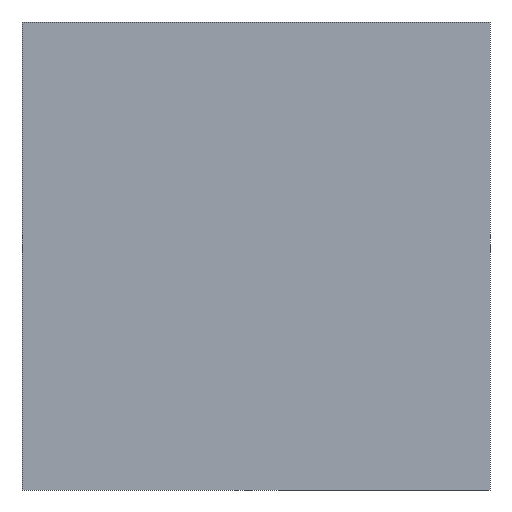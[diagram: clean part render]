
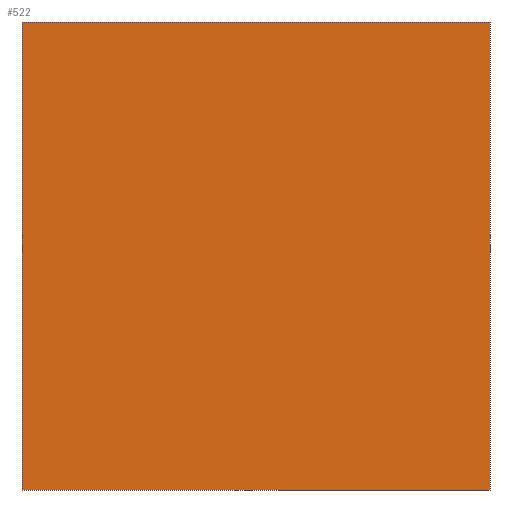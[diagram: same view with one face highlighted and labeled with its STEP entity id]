
A CAD part, left-side view. The second image highlights one B-rep face of the part: STEP entity #522.
In plain terms, the highlighted planar face has unit normal (-1, 0, 0).
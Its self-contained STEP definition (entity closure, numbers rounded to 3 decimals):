
#15 = LINE ( 'NONE', #206, #41 ) ;
#41 = VECTOR ( 'NONE', #369, 1000. ) ;
#61 = LINE ( 'NONE', #382, #526 ) ;
#63 = VERTEX_POINT ( 'NONE', #386 ) ;
#75 = CARTESIAN_POINT ( 'NONE',  ( 0., 100., 100. ) ) ;
#77 = VERTEX_POINT ( 'NONE', #567 ) ;
#99 = CARTESIAN_POINT ( 'NONE',  ( 0., 100., 100. ) ) ;
#100 = ORIENTED_EDGE ( 'NONE', *, *, #590, .F. ) ;
#107 = CARTESIAN_POINT ( 'NONE',  ( 0., 100., 100. ) ) ;
#129 = DIRECTION ( 'NONE',  ( 0., -1., 0. ) ) ;
#133 = VECTOR ( 'NONE', #129, 1000. ) ;
#206 = CARTESIAN_POINT ( 'NONE',  ( 0., 0., 100. ) ) ;
#211 = ORIENTED_EDGE ( 'NONE', *, *, #440, .T. ) ;
#212 = LINE ( 'NONE', #478, #133 ) ;
#241 = DIRECTION ( 'NONE',  ( 1., 0., 0. ) ) ;
#288 = CARTESIAN_POINT ( 'NONE',  ( 0., 100., 0. ) ) ;
#293 = EDGE_LOOP ( 'NONE', ( #532, #476, #100, #211 ) ) ;
#296 = DIRECTION ( 'NONE',  ( 0., -1., 0. ) ) ;
#328 = DIRECTION ( 'NONE',  ( 0., 1., 0. ) ) ;
#340 = VERTEX_POINT ( 'NONE', #288 ) ;
#369 = DIRECTION ( 'NONE',  ( 0., 0., -1. ) ) ;
#382 = CARTESIAN_POINT ( 'NONE',  ( 0., 100., 100. ) ) ;
#385 = AXIS2_PLACEMENT_3D ( 'NONE', #99, #241, #328 ) ;
#386 = CARTESIAN_POINT ( 'NONE',  ( 0., 0., 0. ) ) ;
#415 = EDGE_CURVE ( 'NONE', #77, #63, #15, .T. ) ;
#440 = EDGE_CURVE ( 'NONE', #442, #340, #61, .T. ) ;
#442 = VERTEX_POINT ( 'NONE', #107 ) ;
#461 = VECTOR ( 'NONE', #296, 1000. ) ;
#465 = FACE_OUTER_BOUND ( 'NONE', #293, .T. ) ;
#467 = PLANE ( 'NONE',  #385 ) ;
#476 = ORIENTED_EDGE ( 'NONE', *, *, #415, .F. ) ;
#478 = CARTESIAN_POINT ( 'NONE',  ( 0., 100., 0. ) ) ;
#511 = DIRECTION ( 'NONE',  ( 0., 0., -1. ) ) ;
#521 = LINE ( 'NONE', #75, #461 ) ;
#522 = ADVANCED_FACE ( 'NONE', ( #465 ), #467, .F. ) ;
#526 = VECTOR ( 'NONE', #511, 1000. ) ;
#532 = ORIENTED_EDGE ( 'NONE', *, *, #569, .T. ) ;
#567 = CARTESIAN_POINT ( 'NONE',  ( 0., 0., 100. ) ) ;
#569 = EDGE_CURVE ( 'NONE', #340, #63, #212, .T. ) ;
#590 = EDGE_CURVE ( 'NONE', #442, #77, #521, .T. ) ;
